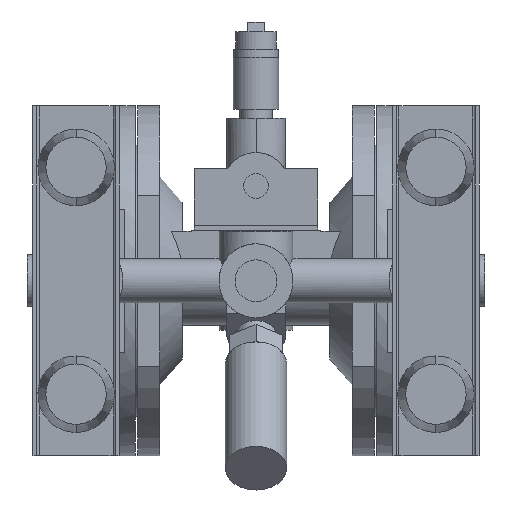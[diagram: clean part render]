
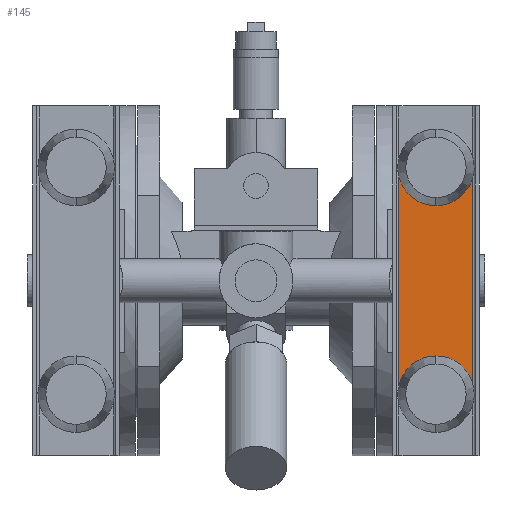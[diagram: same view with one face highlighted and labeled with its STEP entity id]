
A CAD part, front view. The second image highlights one B-rep face of the part: STEP entity #145.
In plain terms, the highlighted planar face has unit normal (0, -1, 0).
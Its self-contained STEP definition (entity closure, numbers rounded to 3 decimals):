
#122 = VERTEX_POINT ( 'NONE', #5378 ) ;
#123 = ORIENTED_EDGE ( 'NONE', *, *, #124, .F. ) ;
#124 = EDGE_CURVE ( 'NONE', #2503, #149, #5377, .T. ) ;
#125 = ORIENTED_EDGE ( 'NONE', *, *, #2502, .F. ) ;
#126 = ORIENTED_EDGE ( 'NONE', *, *, #127, .T. ) ;
#127 = EDGE_CURVE ( 'NONE', #2500, #2452, #5372, .T. ) ;
#128 = ORIENTED_EDGE ( 'NONE', *, *, #2451, .F. ) ;
#129 = ORIENTED_EDGE ( 'NONE', *, *, #130, .F. ) ;
#130 = EDGE_CURVE ( 'NONE', #122, #2449, #5368, .T. ) ;
#145 = ADVANCED_FACE ( 'NONE', ( #5399 ), #5398, .T. ) ;
#146 = EDGE_LOOP ( 'NONE', ( #147, #123, #125, #126, #128, #129 ) ) ;
#147 = ORIENTED_EDGE ( 'NONE', *, *, #148, .F. ) ;
#148 = EDGE_CURVE ( 'NONE', #149, #122, #5393, .T. ) ;
#149 = VERTEX_POINT ( 'NONE', #5389 ) ;
#2449 = VERTEX_POINT ( 'NONE', #9474 ) ;
#2451 = EDGE_CURVE ( 'NONE', #2449, #2452, #9473, .T. ) ;
#2452 = VERTEX_POINT ( 'NONE', #9468 ) ;
#2500 = VERTEX_POINT ( 'NONE', #9662 ) ;
#2502 = EDGE_CURVE ( 'NONE', #2500, #2503, #9661, .T. ) ;
#2503 = VERTEX_POINT ( 'NONE', #9646 ) ;
#5364 = DIRECTION ( 'NONE',  ( 0., 0., -1. ) ) ;
#5365 = DIRECTION ( 'NONE',  ( 0., -1., 0. ) ) ;
#5366 = CARTESIAN_POINT ( 'NONE',  ( 25.241, -100.681, 46. ) ) ;
#5367 = AXIS2_PLACEMENT_3D ( 'NONE', #5366, #5365, #5364 ) ;
#5368 = CIRCLE ( 'NONE', #5367, 15.5 ) ;
#5369 = DIRECTION ( 'NONE',  ( 0., 0., 1. ) ) ;
#5370 = VECTOR ( 'NONE', #5369, 1000. ) ;
#5371 = CARTESIAN_POINT ( 'NONE',  ( 40.241, -100.681, -71. ) ) ;
#5372 = LINE ( 'NONE', #5371, #5370 ) ;
#5373 = DIRECTION ( 'NONE',  ( 0., 0., -1. ) ) ;
#5374 = DIRECTION ( 'NONE',  ( 0., -1., 0. ) ) ;
#5375 = CARTESIAN_POINT ( 'NONE',  ( 25.241, -100.681, -46. ) ) ;
#5376 = AXIS2_PLACEMENT_3D ( 'NONE', #5375, #5374, #5373 ) ;
#5377 = CIRCLE ( 'NONE', #5376, 15.5 ) ;
#5378 = CARTESIAN_POINT ( 'NONE',  ( 10.241, -100.681, 42.095 ) ) ;
#5389 = CARTESIAN_POINT ( 'NONE',  ( 10.241, -100.681, -42.095 ) ) ;
#5390 = DIRECTION ( 'NONE',  ( 0., 0., 1. ) ) ;
#5391 = VECTOR ( 'NONE', #5390, 1000. ) ;
#5392 = CARTESIAN_POINT ( 'NONE',  ( 10.241, -100.681, -71. ) ) ;
#5393 = LINE ( 'NONE', #5392, #5391 ) ;
#5394 = DIRECTION ( 'NONE',  ( -1., 0., 0. ) ) ;
#5395 = DIRECTION ( 'NONE',  ( 0., -1., 0. ) ) ;
#5396 = CARTESIAN_POINT ( 'NONE',  ( 41.241, -100.681, -71. ) ) ;
#5397 = AXIS2_PLACEMENT_3D ( 'NONE', #5396, #5395, #5394 ) ;
#5398 = PLANE ( 'NONE',  #5397 ) ;
#5399 = FACE_OUTER_BOUND ( 'NONE', #146, .T. ) ;
#9468 = CARTESIAN_POINT ( 'NONE',  ( 40.241, -100.681, 42.095 ) ) ;
#9469 = DIRECTION ( 'NONE',  ( 0., 0., -1. ) ) ;
#9470 = DIRECTION ( 'NONE',  ( 0., -1., 0. ) ) ;
#9471 = CARTESIAN_POINT ( 'NONE',  ( 25.241, -100.681, 46. ) ) ;
#9472 = AXIS2_PLACEMENT_3D ( 'NONE', #9471, #9470, #9469 ) ;
#9473 = CIRCLE ( 'NONE', #9472, 15.5 ) ;
#9474 = CARTESIAN_POINT ( 'NONE',  ( 25.241, -100.681, 30.5 ) ) ;
#9646 = CARTESIAN_POINT ( 'NONE',  ( 25.241, -100.681, -30.5 ) ) ;
#9647 = DIRECTION ( 'NONE',  ( 0., 0., -1. ) ) ;
#9648 = DIRECTION ( 'NONE',  ( 0., -1., 0. ) ) ;
#9649 = CARTESIAN_POINT ( 'NONE',  ( 25.241, -100.681, -46. ) ) ;
#9660 = AXIS2_PLACEMENT_3D ( 'NONE', #9649, #9648, #9647 ) ;
#9661 = CIRCLE ( 'NONE', #9660, 15.5 ) ;
#9662 = CARTESIAN_POINT ( 'NONE',  ( 40.241, -100.681, -42.095 ) ) ;
